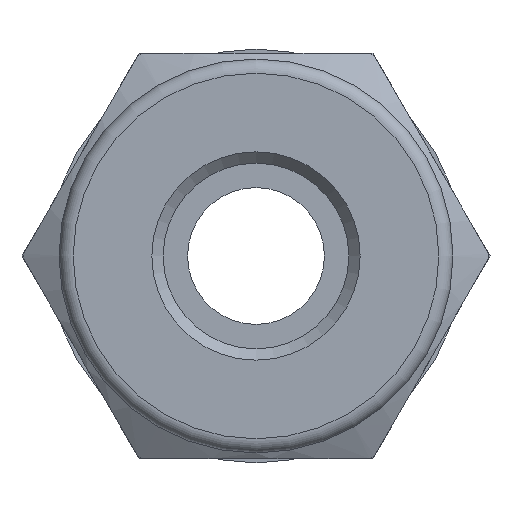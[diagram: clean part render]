
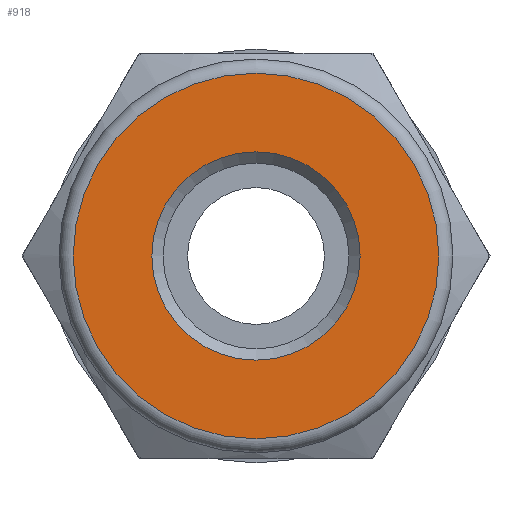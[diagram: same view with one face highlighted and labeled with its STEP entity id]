
A CAD part, left-side view. The second image highlights one B-rep face of the part: STEP entity #918.
In plain terms, the highlighted planar face has unit normal (-1, 0, 0).
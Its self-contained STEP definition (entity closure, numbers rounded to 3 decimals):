
#19=FACE_BOUND('',#218,.T.);
#72=CIRCLE('',#1030,3.675);
#73=CIRCLE('',#1032,6.45);
#152=FACE_OUTER_BOUND('',#217,.T.);
#217=EDGE_LOOP('',(#708));
#218=EDGE_LOOP('',(#709));
#420=VERTEX_POINT('',#1546);
#421=VERTEX_POINT('',#1550);
#526=EDGE_CURVE('',#420,#420,#72,.T.);
#527=EDGE_CURVE('',#421,#421,#73,.T.);
#708=ORIENTED_EDGE('',*,*,#527,.F.);
#709=ORIENTED_EDGE('',*,*,#526,.T.);
#880=PLANE('',#1031);
#918=ADVANCED_FACE('',(#152,#19),#880,.T.);
#1030=AXIS2_PLACEMENT_3D('',#1548,#1234,#1235);
#1031=AXIS2_PLACEMENT_3D('',#1549,#1236,#1237);
#1032=AXIS2_PLACEMENT_3D('',#1551,#1238,#1239);
#1234=DIRECTION('center_axis',(1.,0.,0.));
#1235=DIRECTION('ref_axis',(0.,0.,-1.));
#1236=DIRECTION('center_axis',(-1.,0.,0.));
#1237=DIRECTION('ref_axis',(0.,0.,1.));
#1238=DIRECTION('center_axis',(1.,0.,0.));
#1239=DIRECTION('ref_axis',(0.,0.,-1.));
#1546=CARTESIAN_POINT('',(0.02,-3.675,0.));
#1548=CARTESIAN_POINT('Origin',(0.02,0.,
0.));
#1549=CARTESIAN_POINT('Origin',(0.02,6.45,0.));
#1550=CARTESIAN_POINT('',(0.02,0.,6.45));
#1551=CARTESIAN_POINT('Origin',(0.02,0.,
0.));
